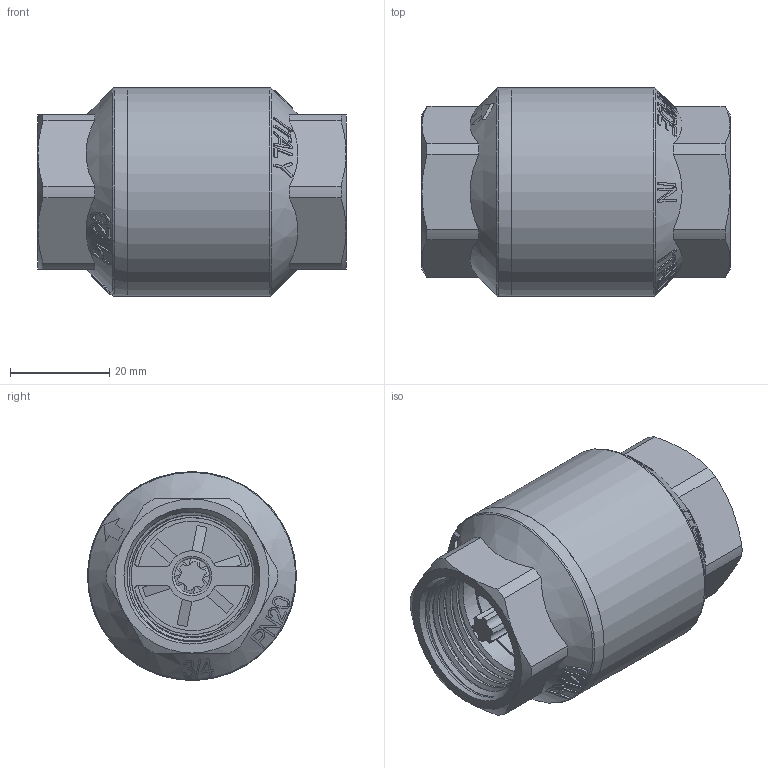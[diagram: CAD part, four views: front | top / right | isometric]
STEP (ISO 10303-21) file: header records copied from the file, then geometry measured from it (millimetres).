
FILE_DESCRIPTION(/* description */ (''),/* implementation_level */ '2;1');
FILE_NAME(/* name */ 'ruck_34_msv.stp',/* time_stamp */ '2018-08-15T10:04:41+02:00',/* author */ ('leitheußer'),/* organization */ (''),/* preprocessor_version */ 'ST-DEVELOPER v15.6',/* originating_system */ 'Autodesk Inventor LT ',/* authorisation */ '');
FILE_SCHEMA (('AUTOMOTIVE_DESIGN { 1 0 10303 214 3 1 1 }'));
Length unit declared in the file: millimetre
Products named in the file (1): ruck_34_msv
Bounding box: 62 x 42 x 42 mm (x, y, z)
Volume: 35531.7 mm3; surface area: 24916.4 mm2
Topology: 5 solids, 5 shells, 523 faces, 1381 edges, 892 vertices
Faces by surface type: plane 241, bspline 109, cylinder 89, cone 66, torus 18
Full cylindrical faces by diameter (mm): 7 x2, 11.5 x1, 13 x1, 18 x1, 22 x1, 24.5 x8, 30 x2, 32.719 x1, 36.6 x1, 38 x1, 38.5 x1, 42 x2
Entity records: 23066 total; most frequent: CARTESIAN_POINT 11727, ORIENTED_EDGE 2578, DIRECTION 2059, EDGE_CURVE 1289, VERTEX_POINT 854, AXIS2_PLACEMENT_3D 820, EDGE_LOOP 597, FACE_OUTER_BOUND 514
